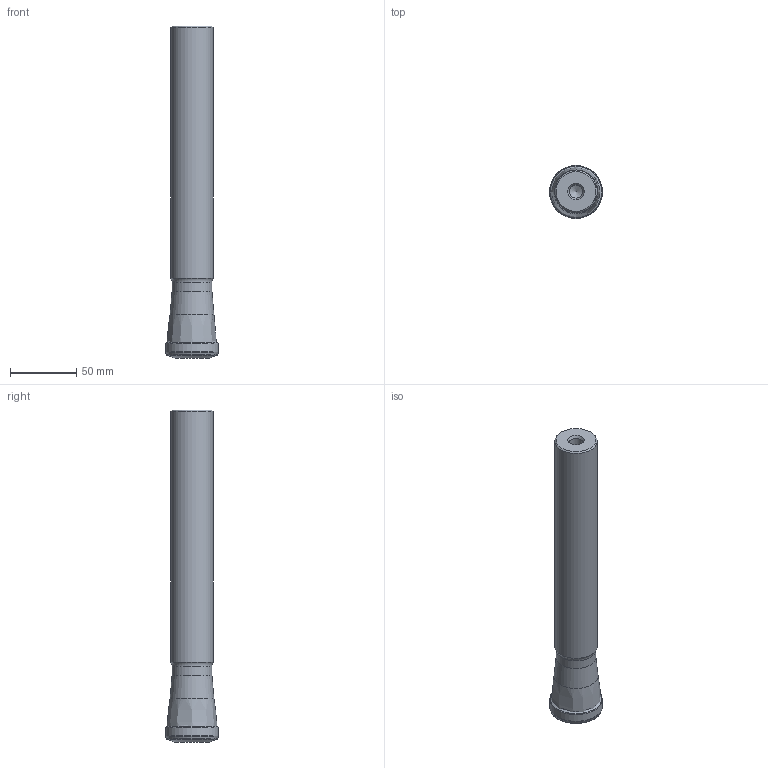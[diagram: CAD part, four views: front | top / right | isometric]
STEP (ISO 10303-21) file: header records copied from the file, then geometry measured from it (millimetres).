
FILE_DESCRIPTION(/* description */ (''),/* implementation_level */ '2;1');
FILE_NAME(/* name */ '40E3R060A32_SPD09_C_(PDMX-R)_115009833ndi000_00_SIM.stp',/* time_stamp */ '2019-12-03T09:50:07+01:00',/* author */ (''),/* organization */ (''),/* preprocessor_version */ 'ST-DEVELOPER v16.7',/* originating_system */ 'SIEMENS PLM Software NX 12.0',/* authorisation */ '');
FILE_SCHEMA (('AUTOMOTIVE_DESIGN { 1 0 10303 214 3 1 1 1 }'));
Length unit declared in the file: millimetre
Products named in the file (1): wq70057CCD62x9uo
Bounding box: 39.99 x 39.99 x 250 mm (x, y, z)
Volume: 199053.9 mm3; surface area: 37948.2 mm2
Topology: 2 solids, 2 shells, 58 faces, 115 edges, 60 vertices
Faces by surface type: revolution 35, torus 8, cone 7, cylinder 4, plane 3, bspline 1
Full cylindrical faces by diameter (mm): 10 x1, 30 x1, 32 x1, 37.6 x1
Entity records: 1470 total; most frequent: CARTESIAN_POINT 447, DIRECTION 195, FACE_BOUND 114, EDGE_LOOP 114, ORIENTED_EDGE 114, AXIS2_PLACEMENT_3D 80, ADVANCED_FACE 58, VERTEX_POINT 58
